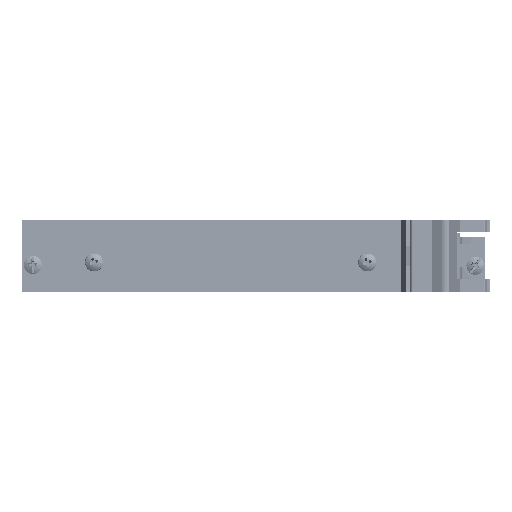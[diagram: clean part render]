
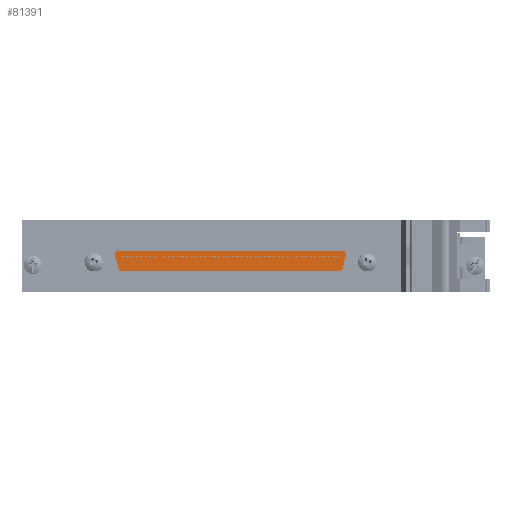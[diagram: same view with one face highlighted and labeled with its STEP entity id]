
A CAD part, left-side view. The second image highlights one B-rep face of the part: STEP entity #81391.
In plain terms, the highlighted planar face has unit normal (-1, 0, 0).
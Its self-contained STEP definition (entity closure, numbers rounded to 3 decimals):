
#72458 = CARTESIAN_POINT ( 'NONE',  ( -86.807, 38.952, 4.021 ) ) ;
#72461 = DIRECTION ( 'NONE',  ( -1., 0., 0. ) ) ;
#72463 = DIRECTION ( 'NONE',  ( 0., 1., 0. ) ) ;
#72589 = CARTESIAN_POINT ( 'NONE',  ( -86.807, 37.96, 0.321 ) ) ;
#72591 = DIRECTION ( 'NONE',  ( -1., 0., 0. ) ) ;
#72595 = DIRECTION ( 'NONE',  ( 0., 1., 0. ) ) ;
#73888 = CARTESIAN_POINT ( 'NONE',  ( -86.807, 39.918, 3.762 ) ) ;
#73913 = DIRECTION ( 'NONE',  ( 0., -0.259, -0.966 ) ) ;
#81391 = ADVANCED_FACE ( 'NONE', ( #267848 ), #265362, .T. ) ;
#110270 = EDGE_LOOP ( 'NONE', ( #152525, #152502, #152480, #152458, #152418, #152384, #152356, #152320 ) ) ;
#111754 = LINE ( 'NONE', #210951, #111755 ) ;
#111755 = VECTOR ( 'NONE', #210943, 1000. ) ;
#111786 = CIRCLE ( 'NONE', #167818, 1. ) ;
#111795 = CIRCLE ( 'NONE', #167833, 1. ) ;
#111900 = VECTOR ( 'NONE', #73913, 1000. ) ;
#111904 = LINE ( 'NONE', #73888, #111900 ) ;
#112018 = LINE ( 'NONE', #164922, #112019 ) ;
#112019 = VECTOR ( 'NONE', #164935, 1000. ) ;
#112124 = CIRCLE ( 'NONE', #168311, 1. ) ;
#112155 = LINE ( 'NONE', #294012, #112159 ) ;
#112159 = VECTOR ( 'NONE', #294025, 1000. ) ;
#139478 = AXIS2_PLACEMENT_3D ( 'NONE', #265375, #265377, #265379 ) ;
#152320 = ORIENTED_EDGE ( 'NONE', *, *, #227463, .T. ) ;
#152356 = ORIENTED_EDGE ( 'NONE', *, *, #227777, .T. ) ;
#152384 = ORIENTED_EDGE ( 'NONE', *, *, #226314, .T. ) ;
#152418 = ORIENTED_EDGE ( 'NONE', *, *, #226461, .T. ) ;
#152458 = ORIENTED_EDGE ( 'NONE', *, *, #226767, .T. ) ;
#152480 = ORIENTED_EDGE ( 'NONE', *, *, #226429, .T. ) ;
#152502 = ORIENTED_EDGE ( 'NONE', *, *, #227100, .T. ) ;
#152525 = ORIENTED_EDGE ( 'NONE', *, *, #227421, .T. ) ;
#164922 = CARTESIAN_POINT ( 'NONE',  ( -86.807, 38.952, 5.021 ) ) ;
#164935 = DIRECTION ( 'NONE',  ( 0., 1., 0. ) ) ;
#167818 = AXIS2_PLACEMENT_3D ( 'NONE', #72458, #72461, #72463 ) ;
#167833 = AXIS2_PLACEMENT_3D ( 'NONE', #72589, #72591, #72595 ) ;
#168311 = AXIS2_PLACEMENT_3D ( 'NONE', #293845, #293848, #293850 ) ;
#168489 = AXIS2_PLACEMENT_3D ( 'NONE', #294999, #295003, #295006 ) ;
#196824 = CARTESIAN_POINT ( 'NONE',  ( -86.807, -23.108, 5.021 ) ) ;
#196835 = CARTESIAN_POINT ( 'NONE',  ( -86.807, -24.074, 3.762 ) ) ;
#196850 = CARTESIAN_POINT ( 'NONE',  ( -86.807, 38.952, 5.021 ) ) ;
#196853 = CARTESIAN_POINT ( 'NONE',  ( -86.807, 39.918, 3.762 ) ) ;
#196856 = CARTESIAN_POINT ( 'NONE',  ( -86.807, 38.926, 0.062 ) ) ;
#196858 = CARTESIAN_POINT ( 'NONE',  ( -86.807, 37.96, -0.679 ) ) ;
#196860 = CARTESIAN_POINT ( 'NONE',  ( -86.807, -22.117, -0.679 ) ) ;
#196863 = CARTESIAN_POINT ( 'NONE',  ( -86.807, -23.083, 0.062 ) ) ;
#201401 = CIRCLE ( 'NONE', #168489, 1. ) ;
#210943 = DIRECTION ( 'NONE',  ( 0., -1., 0. ) ) ;
#210951 = CARTESIAN_POINT ( 'NONE',  ( -86.807, -22.117, -0.679 ) ) ;
#226314 = EDGE_CURVE ( 'NONE', #304181, #304188, #111754, .T. ) ;
#226429 = EDGE_CURVE ( 'NONE', #304154, #304167, #111786, .T. ) ;
#226461 = EDGE_CURVE ( 'NONE', #304175, #304181, #111795, .T. ) ;
#226767 = EDGE_CURVE ( 'NONE', #304167, #304175, #111904, .T. ) ;
#227100 = EDGE_CURVE ( 'NONE', #304072, #304154, #112018, .T. ) ;
#227421 = EDGE_CURVE ( 'NONE', #304113, #304072, #112124, .T. ) ;
#227463 = EDGE_CURVE ( 'NONE', #304193, #304113, #112155, .T. ) ;
#227777 = EDGE_CURVE ( 'NONE', #304188, #304193, #201401, .T. ) ;
#265362 = PLANE ( 'NONE',  #139478 ) ;
#265375 = CARTESIAN_POINT ( 'NONE',  ( -86.807, -23.108, 4.021 ) ) ;
#265377 = DIRECTION ( 'NONE',  ( -1., 0., 0. ) ) ;
#265379 = DIRECTION ( 'NONE',  ( 0., -1., 0. ) ) ;
#267848 = FACE_OUTER_BOUND ( 'NONE', #110270, .T. ) ;
#293845 = CARTESIAN_POINT ( 'NONE',  ( -86.807, -23.108, 4.021 ) ) ;
#293848 = DIRECTION ( 'NONE',  ( -1., 0., 0. ) ) ;
#293850 = DIRECTION ( 'NONE',  ( 0., -1., 0. ) ) ;
#294012 = CARTESIAN_POINT ( 'NONE',  ( -86.807, -24.074, 3.762 ) ) ;
#294025 = DIRECTION ( 'NONE',  ( 0., -0.259, 0.966 ) ) ;
#294999 = CARTESIAN_POINT ( 'NONE',  ( -86.807, -22.117, 0.321 ) ) ;
#295003 = DIRECTION ( 'NONE',  ( -1., 0., 0. ) ) ;
#295006 = DIRECTION ( 'NONE',  ( 0., -1., 0. ) ) ;
#304072 = VERTEX_POINT ( 'NONE', #196824 ) ;
#304113 = VERTEX_POINT ( 'NONE', #196835 ) ;
#304154 = VERTEX_POINT ( 'NONE', #196850 ) ;
#304167 = VERTEX_POINT ( 'NONE', #196853 ) ;
#304175 = VERTEX_POINT ( 'NONE', #196856 ) ;
#304181 = VERTEX_POINT ( 'NONE', #196858 ) ;
#304188 = VERTEX_POINT ( 'NONE', #196860 ) ;
#304193 = VERTEX_POINT ( 'NONE', #196863 ) ;
